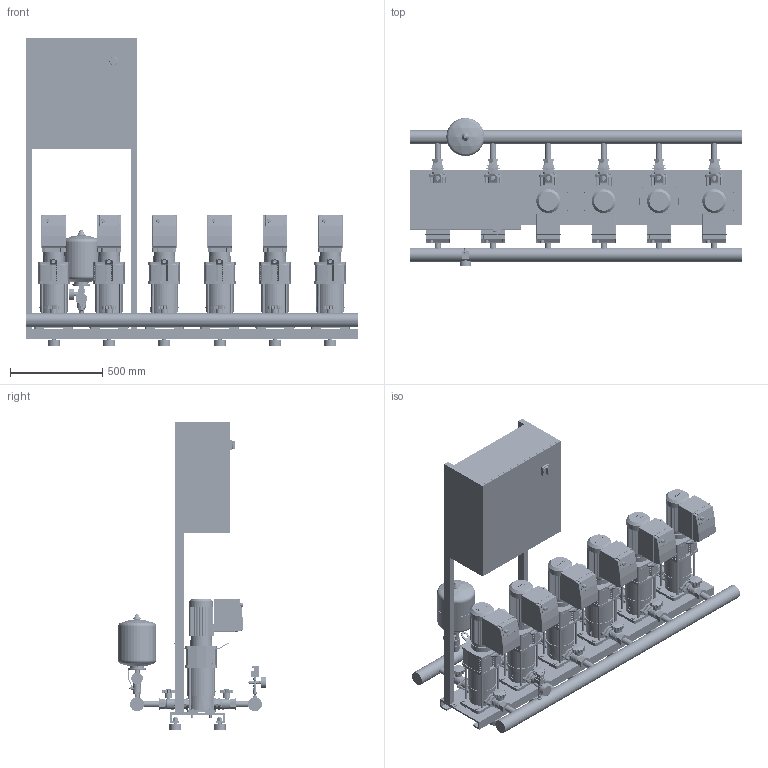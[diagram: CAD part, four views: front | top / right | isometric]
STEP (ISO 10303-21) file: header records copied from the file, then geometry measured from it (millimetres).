
FILE_DESCRIPTION((''),'2;1');
FILE_NAME('3d_COR-6HELIXVE403_K_CCE-01-2539350.stp','2015-10-05T07:20:44',(''),(''),'Mechanical Desktop 2009','Mechanical Desktop 2009',', , ');
FILE_SCHEMA(('CONFIG_CONTROL_DESIGN'));
Length unit declared in the file: millimetre
Products named in the file (1): Product
Bounding box: 1800 x 802 x 1670 mm (x, y, z)
Volume: 213155560.3 mm3; surface area: 12245943.4 mm2
Topology: 275 solids, 275 shells, 8041 faces, 20465 edges, 13298 vertices
Faces by surface type: plane 3404, cylinder 2274, bspline 1862, cone 297, torus 128, sphere 76
Entity records: 257208 total; most frequent: CARTESIAN_POINT 64174, ORIENTED_EDGE 40734, DIRECTION 38062, EDGE_CURVE 20367, VERTEX_POINT 13291, VECTOR 13112, LINE 13112, AXIS2_PLACEMENT_3D 12475
